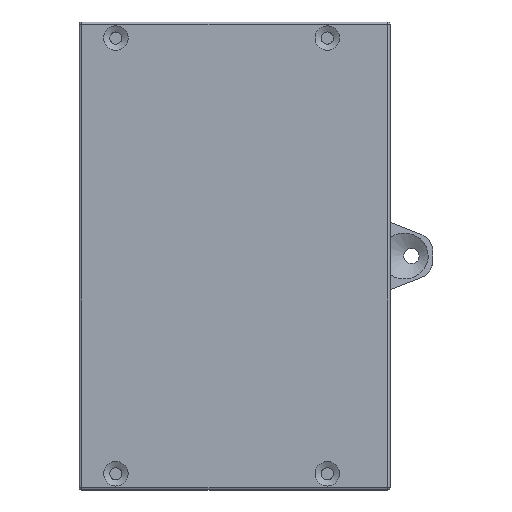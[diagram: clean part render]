
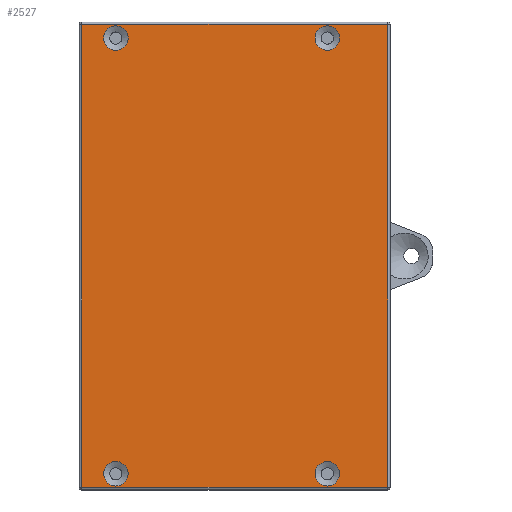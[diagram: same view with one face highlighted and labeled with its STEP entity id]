
A CAD part, top view. The second image highlights one B-rep face of the part: STEP entity #2527.
In plain terms, the highlighted planar face has unit normal (0, 0, 1).
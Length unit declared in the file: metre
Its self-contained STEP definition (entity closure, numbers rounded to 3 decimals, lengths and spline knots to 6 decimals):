
#185=LINE('',#3941,#405);
#186=LINE('',#3944,#406);
#187=LINE('',#3946,#407);
#188=LINE('',#3948,#408);
#405=VECTOR('',#3084,1.);
#406=VECTOR('',#3085,1.);
#407=VECTOR('',#3086,1.);
#408=VECTOR('',#3087,1.);
#638=ORIENTED_EDGE('',*,*,#1353,.T.);
#639=ORIENTED_EDGE('',*,*,#1354,.T.);
#640=ORIENTED_EDGE('',*,*,#1355,.T.);
#641=ORIENTED_EDGE('',*,*,#1356,.T.);
#642=ORIENTED_EDGE('',*,*,#1357,.T.);
#643=ORIENTED_EDGE('',*,*,#1358,.T.);
#644=ORIENTED_EDGE('',*,*,#1359,.T.);
#645=ORIENTED_EDGE('',*,*,#1360,.T.);
#1353=EDGE_CURVE('',#1708,#1709,#185,.T.);
#1354=EDGE_CURVE('',#1709,#1710,#186,.T.);
#1355=EDGE_CURVE('',#1710,#1711,#187,.T.);
#1356=EDGE_CURVE('',#1711,#1708,#188,.T.);
#1357=EDGE_CURVE('',#1712,#1712,#1912,.T.);
#1358=EDGE_CURVE('',#1713,#1713,#1913,.T.);
#1359=EDGE_CURVE('',#1714,#1714,#1914,.T.);
#1360=EDGE_CURVE('',#1715,#1715,#1915,.T.);
#1708=VERTEX_POINT('',#3942);
#1709=VERTEX_POINT('',#3943);
#1710=VERTEX_POINT('',#3945);
#1711=VERTEX_POINT('',#3947);
#1712=VERTEX_POINT('',#3950);
#1713=VERTEX_POINT('',#3952);
#1714=VERTEX_POINT('',#3954);
#1715=VERTEX_POINT('',#3956);
#1912=CIRCLE('',#2727,0.004);
#1913=CIRCLE('',#2728,0.004);
#1914=CIRCLE('',#2729,0.004);
#1915=CIRCLE('',#2730,0.004);
#2016=EDGE_LOOP('',(#638,#639,#640,#641));
#2017=EDGE_LOOP('',(#642));
#2018=EDGE_LOOP('',(#643));
#2019=EDGE_LOOP('',(#644));
#2020=EDGE_LOOP('',(#645));
#2240=FACE_BOUND('',#2016,.T.);
#2241=FACE_BOUND('',#2017,.T.);
#2242=FACE_BOUND('',#2018,.T.);
#2243=FACE_BOUND('',#2019,.T.);
#2244=FACE_BOUND('',#2020,.T.);
#2457=PLANE('',#2726);
#2527=ADVANCED_FACE('',(#2240,#2241,#2242,#2243,#2244),#2457,.T.);
#2726=AXIS2_PLACEMENT_3D('',#3940,#3082,#3083);
#2727=AXIS2_PLACEMENT_3D('',#3949,#3088,#3089);
#2728=AXIS2_PLACEMENT_3D('',#3951,#3090,#3091);
#2729=AXIS2_PLACEMENT_3D('',#3953,#3092,#3093);
#2730=AXIS2_PLACEMENT_3D('',#3955,#3094,#3095);
#3082=DIRECTION('',(0.,0.,1.));
#3083=DIRECTION('',(1.,0.,0.));
#3084=DIRECTION('',(0.,-1.,0.));
#3085=DIRECTION('',(1.,0.,0.));
#3086=DIRECTION('',(0.,1.,0.));
#3087=DIRECTION('',(-1.,0.,0.));
#3088=DIRECTION('',(0.,0.,-1.));
#3089=DIRECTION('',(-1.,0.,0.));
#3090=DIRECTION('',(0.,0.,-1.));
#3091=DIRECTION('',(-1.,0.,0.));
#3092=DIRECTION('',(0.,0.,-1.));
#3093=DIRECTION('',(-1.,0.,0.));
#3094=DIRECTION('',(0.,0.,-1.));
#3095=DIRECTION('',(-1.,0.,0.));
#3940=CARTESIAN_POINT('',(0.0258,0.07395,0.0305));
#3941=CARTESIAN_POINT('',(-0.0242,0.07395,0.0305));
#3942=CARTESIAN_POINT('',(-0.0242,0.1496,0.0305));
#3943=CARTESIAN_POINT('',(-0.0242,-0.0017,0.0305));
#3944=CARTESIAN_POINT('',(0.0258,-0.0017,0.0305));
#3945=CARTESIAN_POINT('',(0.0758,-0.0017,0.0305));
#3946=CARTESIAN_POINT('',(0.0758,0.07395,0.0305));
#3947=CARTESIAN_POINT('',(0.0758,0.1496,0.0305));
#3948=CARTESIAN_POINT('',(0.0258,0.1496,0.0305));
#3949=CARTESIAN_POINT('',(-0.013,0.00275,0.0305));
#3950=CARTESIAN_POINT('',(-0.017,0.00275,0.0305));
#3951=CARTESIAN_POINT('',(0.0561,0.14515,0.0305));
#3952=CARTESIAN_POINT('',(0.0521,0.14515,0.0305));
#3953=CARTESIAN_POINT('',(0.0561,0.00275,0.0305));
#3954=CARTESIAN_POINT('',(0.0521,0.00275,0.0305));
#3955=CARTESIAN_POINT('',(-0.013,0.14515,0.0305));
#3956=CARTESIAN_POINT('',(-0.017,0.14515,0.0305));
